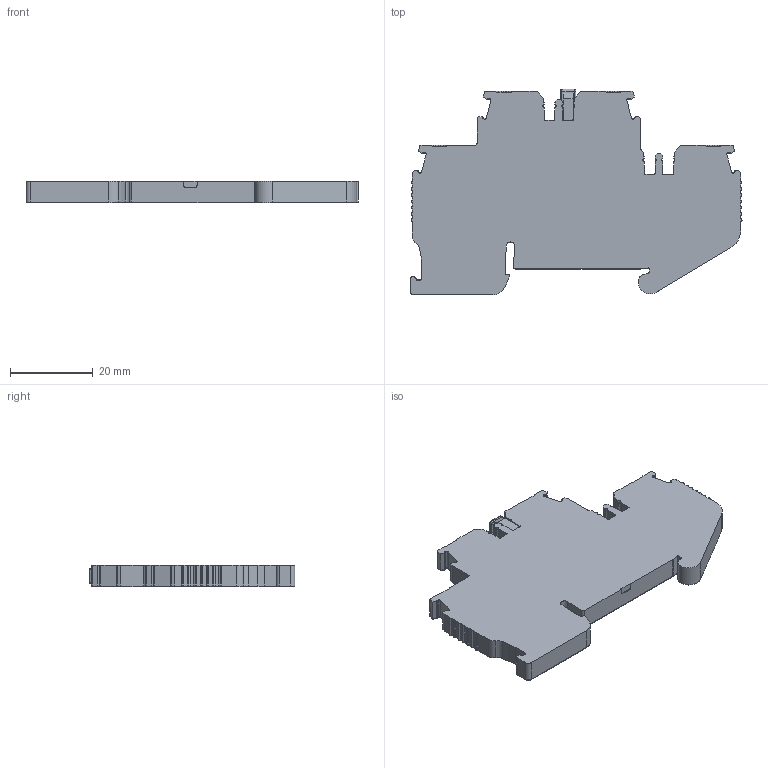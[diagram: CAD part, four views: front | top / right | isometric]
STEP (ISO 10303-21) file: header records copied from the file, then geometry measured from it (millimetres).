
FILE_DESCRIPTION (( 'STEP AP203' ), '1' );
FILE_NAME ('KN-PD25X-25.step', '2025-04-29T14:26:29', ( '' ), ( '' ), 'SwSTEP 2.0', 'SolidWorks 2024', '' );
FILE_SCHEMA (( 'CONFIG_CONTROL_DESIGN' ));
Length unit declared in the file: inch
Products named in the file (1): KN-PD25X-25
Bounding box: 80.09 x 49.68 x 5.15 mm (x, y, z)
Volume: 14672.8 mm3; surface area: 7600.8 mm2
Topology: 1 solids, 4 shells, 1081 faces, 3137 edges, 2062 vertices
Faces by surface type: plane 529, cylinder 475, bspline 65, cone 12
Entity records: 38080 total; most frequent: CARTESIAN_POINT 11068, ORIENTED_EDGE 6234, DIRECTION 4837, EDGE_CURVE 3117, VERTEX_POINT 2062, VECTOR 1775, LINE 1775, AXIS2_PLACEMENT_3D 1531
